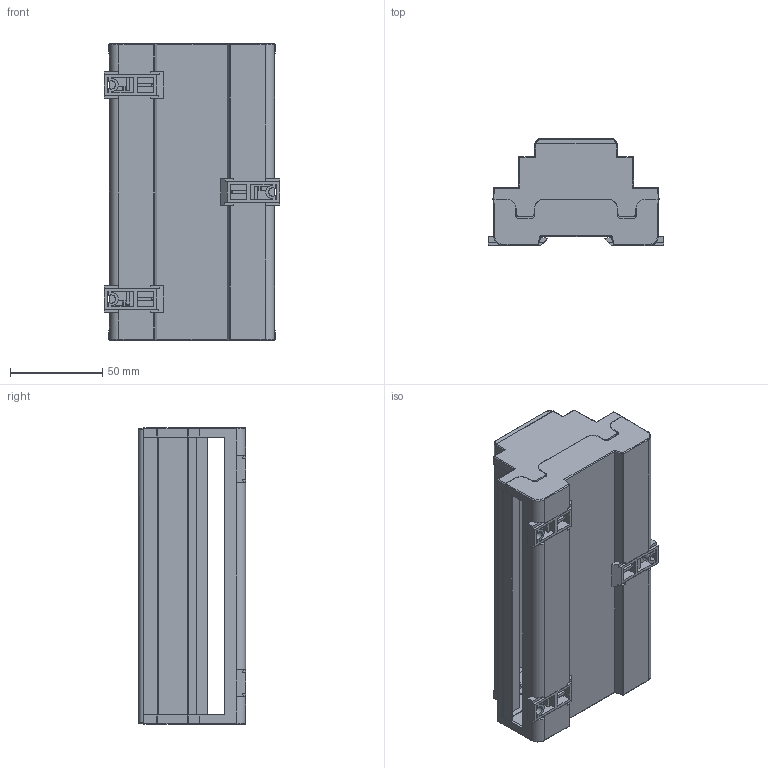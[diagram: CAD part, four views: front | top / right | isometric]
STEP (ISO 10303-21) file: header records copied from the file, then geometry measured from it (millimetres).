
FILE_DESCRIPTION (( 'STEP AP203' ), '1' );
FILE_NAME ('449-370-45.STEP', '2021-08-24T13:55:34', ( '' ), ( '' ), 'SwSTEP 2.0', 'SolidWorks 2018', '' );
FILE_SCHEMA (( 'CONFIG_CONTROL_DESIGN' ));
Length unit declared in the file: centimetre
Products named in the file (5): 449-370-45; 044900300; 044900400_044900400; 044937001; 044937046
Assembly tree (7 placements, depth 2):
  449-370-45
    044937046
    044937001
    044900300  x3
    044900400_044900400  x2
Bounding box: 95 x 58 x 160.6 mm (x, y, z)
Volume: 87471.8 mm3; surface area: 119584.8 mm2
Topology: 7 solids, 7 shells, 1159 faces, 3187 edges, 2072 vertices
Faces by surface type: plane 951, cylinder 184, sphere 12, bspline 4, cone 4, torus 4
Entity records: 28802 total; most frequent: CARTESIAN_POINT 5250, ORIENTED_EDGE 4922, DIRECTION 4523, EDGE_CURVE 2461, LINE 2093, VECTOR 2093, VERTEX_POINT 1606, AXIS2_PLACEMENT_3D 1215
